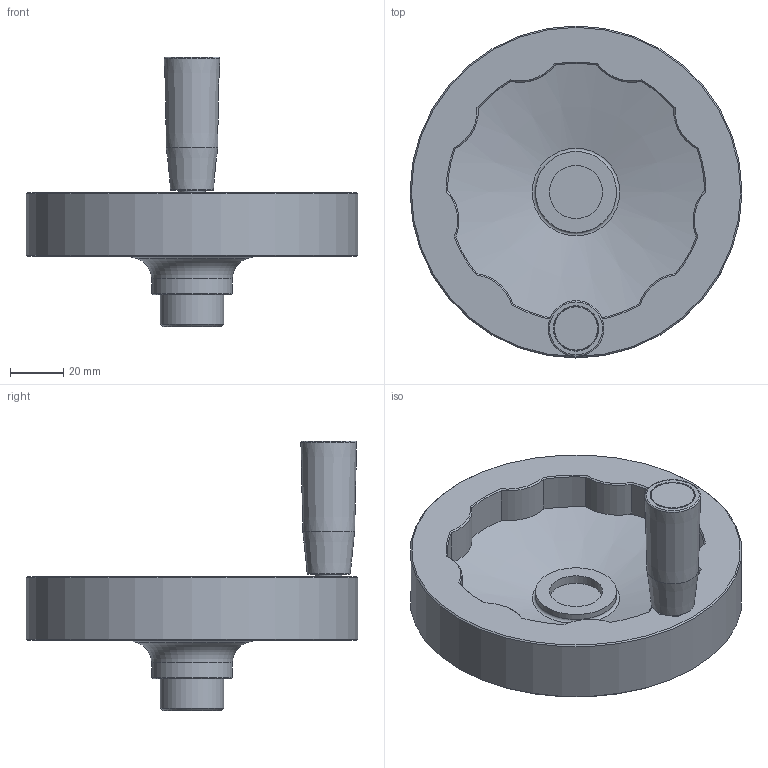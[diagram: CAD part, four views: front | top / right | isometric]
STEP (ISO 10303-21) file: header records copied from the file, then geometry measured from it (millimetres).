
FILE_DESCRIPTION( ( 'Unknown' ), '1' );
FILE_NAME( '6381010_SHA125_MRP.stp', 'Unknown', ( 'Unknown' ), ( 'Unknown' ), 'PSStep 11.0', 'Unknown', ' ' );
FILE_SCHEMA( ( 'AUTOMOTIVE_DESIGN { 1 0 10303 214 1 1 1 1 }' ) );
Length unit declared in the file: millimetre
Products named in the file (1): 1831149
Bounding box: 125 x 125 x 101.5 mm (x, y, z)
Volume: 143854.6 mm3; surface area: 68241.8 mm2
Topology: 1 solids, 4 shells, 278 faces, 762 edges, 479 vertices
Faces by surface type: plane 145, cylinder 69, cone 49, torus 12, sphere 2, bspline 1
Full cylindrical faces by diameter (mm): 3.2 x2, 4 x1, 6 x1, 6.4 x2, 6.5 x1, 8 x1, 8.2 x1, 9 x2, 10 x2, 10.7 x1, 10.75 x1, 12 x1, 12.85 x1, 16.7 x1, 16.708 x1, 20 x1, 24 x1, 30.5 x2, 114 x1, 125 x1
Entity records: 12213 total; most frequent: CARTESIAN_POINT 3251, DIRECTION 1418, ORIENTED_EDGE 1372, EDGE_CURVE 686, AXIS2_PLACEMENT_3D 571, VERTEX_POINT 454, EDGE_LOOP 347, FACE_OUTER_BOUND 311
